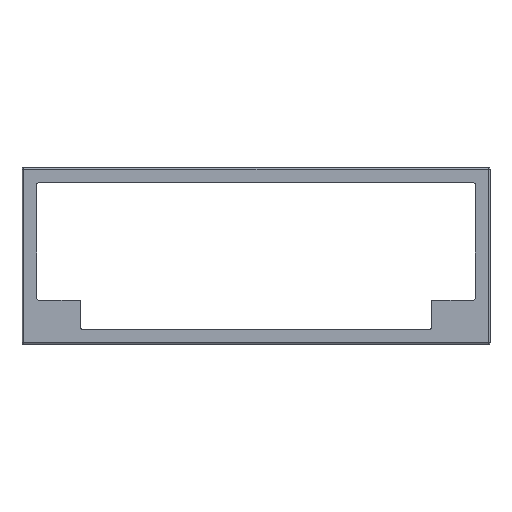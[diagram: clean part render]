
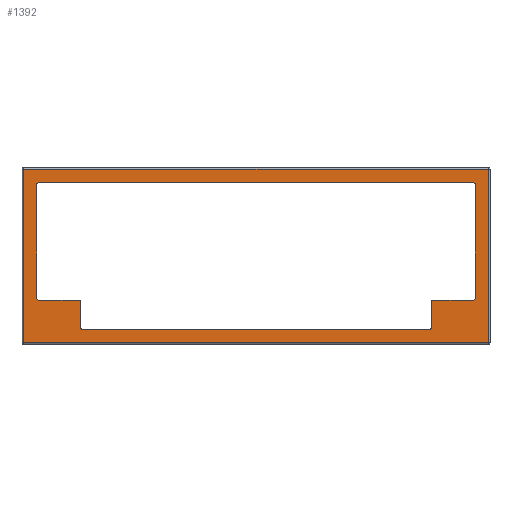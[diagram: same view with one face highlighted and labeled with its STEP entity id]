
A CAD part, top view. The second image highlights one B-rep face of the part: STEP entity #1392.
In plain terms, the highlighted planar face has unit normal (0, 0, 1).
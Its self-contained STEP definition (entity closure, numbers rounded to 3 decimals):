
#16=FACE_BOUND('',#434,.T.);
#28=PLANE('',#1518);
#69=LINE('',#2160,#183);
#73=LINE('',#2176,#187);
#75=LINE('',#2179,#189);
#77=LINE('',#2182,#191);
#89=LINE('',#2254,#203);
#90=LINE('',#2256,#204);
#91=LINE('',#2260,#205);
#92=LINE('',#2264,#206);
#93=LINE('',#2266,#207);
#94=LINE('',#2270,#208);
#95=LINE('',#2274,#209);
#96=LINE('',#2278,#210);
#183=VECTOR('',#1689,10.);
#187=VECTOR('',#1707,10.);
#189=VECTOR('',#1711,10.);
#191=VECTOR('',#1715,10.);
#203=VECTOR('',#1783,10.);
#204=VECTOR('',#1784,10.);
#205=VECTOR('',#1787,10.);
#206=VECTOR('',#1790,10.);
#207=VECTOR('',#1791,10.);
#208=VECTOR('',#1794,10.);
#209=VECTOR('',#1797,10.);
#210=VECTOR('',#1800,10.);
#348=FACE_OUTER_BOUND('',#433,.T.);
#433=EDGE_LOOP('',(#1043,#1044,#1045,#1046));
#434=EDGE_LOOP('',(#1047,#1048,#1049,#1050,#1051,#1052,#1053,#1054,#1055,
#1056,#1057,#1058,#1059,#1060));
#551=CIRCLE('',#1519,2.);
#552=CIRCLE('',#1520,2.);
#553=CIRCLE('',#1521,2.);
#554=CIRCLE('',#1522,2.);
#555=CIRCLE('',#1523,2.);
#556=CIRCLE('',#1524,2.);
#608=VERTEX_POINT('',#2122);
#613=VERTEX_POINT('',#2135);
#618=VERTEX_POINT('',#2148);
#623=VERTEX_POINT('',#2164);
#657=VERTEX_POINT('',#2252);
#658=VERTEX_POINT('',#2253);
#659=VERTEX_POINT('',#2255);
#660=VERTEX_POINT('',#2257);
#661=VERTEX_POINT('',#2259);
#662=VERTEX_POINT('',#2261);
#663=VERTEX_POINT('',#2263);
#664=VERTEX_POINT('',#2265);
#665=VERTEX_POINT('',#2267);
#666=VERTEX_POINT('',#2269);
#667=VERTEX_POINT('',#2271);
#668=VERTEX_POINT('',#2273);
#669=VERTEX_POINT('',#2275);
#670=VERTEX_POINT('',#2277);
#761=EDGE_CURVE('',#608,#618,#69,.T.);
#769=EDGE_CURVE('',#618,#623,#73,.T.);
#771=EDGE_CURVE('',#623,#613,#75,.T.);
#773=EDGE_CURVE('',#613,#608,#77,.T.);
#809=EDGE_CURVE('',#657,#658,#89,.T.);
#810=EDGE_CURVE('',#658,#659,#90,.T.);
#811=EDGE_CURVE('',#659,#660,#551,.T.);
#812=EDGE_CURVE('',#660,#661,#91,.T.);
#813=EDGE_CURVE('',#661,#662,#552,.T.);
#814=EDGE_CURVE('',#662,#663,#92,.T.);
#815=EDGE_CURVE('',#663,#664,#93,.T.);
#816=EDGE_CURVE('',#664,#665,#553,.T.);
#817=EDGE_CURVE('',#665,#666,#94,.T.);
#818=EDGE_CURVE('',#666,#667,#554,.T.);
#819=EDGE_CURVE('',#667,#668,#95,.T.);
#820=EDGE_CURVE('',#668,#669,#555,.T.);
#821=EDGE_CURVE('',#669,#670,#96,.T.);
#822=EDGE_CURVE('',#670,#657,#556,.T.);
#1043=ORIENTED_EDGE('',*,*,#761,.F.);
#1044=ORIENTED_EDGE('',*,*,#773,.F.);
#1045=ORIENTED_EDGE('',*,*,#771,.F.);
#1046=ORIENTED_EDGE('',*,*,#769,.F.);
#1047=ORIENTED_EDGE('',*,*,#809,.T.);
#1048=ORIENTED_EDGE('',*,*,#810,.T.);
#1049=ORIENTED_EDGE('',*,*,#811,.T.);
#1050=ORIENTED_EDGE('',*,*,#812,.T.);
#1051=ORIENTED_EDGE('',*,*,#813,.T.);
#1052=ORIENTED_EDGE('',*,*,#814,.T.);
#1053=ORIENTED_EDGE('',*,*,#815,.T.);
#1054=ORIENTED_EDGE('',*,*,#816,.T.);
#1055=ORIENTED_EDGE('',*,*,#817,.T.);
#1056=ORIENTED_EDGE('',*,*,#818,.T.);
#1057=ORIENTED_EDGE('',*,*,#819,.T.);
#1058=ORIENTED_EDGE('',*,*,#820,.T.);
#1059=ORIENTED_EDGE('',*,*,#821,.T.);
#1060=ORIENTED_EDGE('',*,*,#822,.T.);
#1392=ADVANCED_FACE('',(#348,#16),#28,.T.);
#1518=AXIS2_PLACEMENT_3D('',#2251,#1781,#1782);
#1519=AXIS2_PLACEMENT_3D('',#2258,#1785,#1786);
#1520=AXIS2_PLACEMENT_3D('',#2262,#1788,#1789);
#1521=AXIS2_PLACEMENT_3D('',#2268,#1792,#1793);
#1522=AXIS2_PLACEMENT_3D('',#2272,#1795,#1796);
#1523=AXIS2_PLACEMENT_3D('',#2276,#1798,#1799);
#1524=AXIS2_PLACEMENT_3D('',#2279,#1801,#1802);
#1689=DIRECTION('',(0.,1.,0.));
#1707=DIRECTION('',(1.,0.,0.));
#1711=DIRECTION('',(0.,-1.,0.));
#1715=DIRECTION('',(-1.,0.,0.));
#1781=DIRECTION('center_axis',(0.,0.,1.));
#1782=DIRECTION('ref_axis',(1.,0.,0.));
#1783=DIRECTION('',(-1.,0.,0.));
#1784=DIRECTION('',(0.,-1.,0.));
#1785=DIRECTION('center_axis',(0.,0.,-1.));
#1786=DIRECTION('ref_axis',(0.707,-0.707,0.));
#1787=DIRECTION('',(-1.,0.,0.));
#1788=DIRECTION('center_axis',(0.,0.,-1.));
#1789=DIRECTION('ref_axis',(-0.707,-0.707,0.));
#1790=DIRECTION('',(0.,1.,0.));
#1791=DIRECTION('',(-1.,0.,0.));
#1792=DIRECTION('center_axis',(0.,0.,-1.));
#1793=DIRECTION('ref_axis',(-0.707,-0.707,0.));
#1794=DIRECTION('',(0.,1.,0.));
#1795=DIRECTION('center_axis',(0.,0.,-1.));
#1796=DIRECTION('ref_axis',(-0.707,0.707,0.));
#1797=DIRECTION('',(1.,0.,0.));
#1798=DIRECTION('center_axis',(0.,0.,-1.));
#1799=DIRECTION('ref_axis',(0.707,0.707,0.));
#1800=DIRECTION('',(0.,-1.,0.));
#1801=DIRECTION('center_axis',(0.,0.,-1.));
#1802=DIRECTION('ref_axis',(0.707,-0.707,0.));
#2122=CARTESIAN_POINT('',(-9.,-104.25,9.2));
#2135=CARTESIAN_POINT('',(294.75,-104.25,9.2));
#2148=CARTESIAN_POINT('',(-9.,9.,9.2));
#2160=CARTESIAN_POINT('',(-9.,-18.813,9.2));
#2164=CARTESIAN_POINT('',(294.75,9.,9.2));
#2176=CARTESIAN_POINT('',(219.313,9.,9.2));
#2179=CARTESIAN_POINT('',(294.75,-76.438,9.2));
#2182=CARTESIAN_POINT('',(66.438,-104.25,9.2));
#2251=CARTESIAN_POINT('Origin',(142.875,-47.625,9.2));
#2252=CARTESIAN_POINT('',(284.225,-76.675,9.2));
#2253=CARTESIAN_POINT('',(257.65,-76.675,9.2));
#2254=CARTESIAN_POINT('',(286.225,-76.675,9.2));
#2255=CARTESIAN_POINT('',(257.65,-93.725,9.2));
#2256=CARTESIAN_POINT('',(257.65,-95.725,9.2));
#2257=CARTESIAN_POINT('',(255.65,-95.725,9.2));
#2258=CARTESIAN_POINT('Origin',(255.65,-93.725,9.2));
#2259=CARTESIAN_POINT('',(30.1,-95.725,9.2));
#2260=CARTESIAN_POINT('',(214.313,-95.725,9.2));
#2261=CARTESIAN_POINT('',(28.1,-93.725,9.2));
#2262=CARTESIAN_POINT('Origin',(30.1,-93.725,9.2));
#2263=CARTESIAN_POINT('',(28.1,-76.675,9.2));
#2264=CARTESIAN_POINT('',(28.1,-77.15,9.2));
#2265=CARTESIAN_POINT('',(1.525,-76.675,9.2));
#2266=CARTESIAN_POINT('',(70.963,-76.675,9.2));
#2267=CARTESIAN_POINT('',(-0.475,-74.675,9.2));
#2268=CARTESIAN_POINT('Origin',(1.525,-74.675,9.2));
#2269=CARTESIAN_POINT('',(-0.475,-1.525,9.2));
#2270=CARTESIAN_POINT('',(-0.475,-71.438,9.2));
#2271=CARTESIAN_POINT('',(1.525,0.475,9.2));
#2272=CARTESIAN_POINT('Origin',(1.525,-1.525,9.2));
#2273=CARTESIAN_POINT('',(284.225,0.475,9.2));
#2274=CARTESIAN_POINT('',(71.438,0.475,9.2));
#2275=CARTESIAN_POINT('',(286.225,-1.525,9.2));
#2276=CARTESIAN_POINT('Origin',(284.225,-1.525,9.2));
#2277=CARTESIAN_POINT('',(286.225,-74.675,9.2));
#2278=CARTESIAN_POINT('',(286.225,-23.813,9.2));
#2279=CARTESIAN_POINT('Origin',(284.225,-74.675,9.2));
